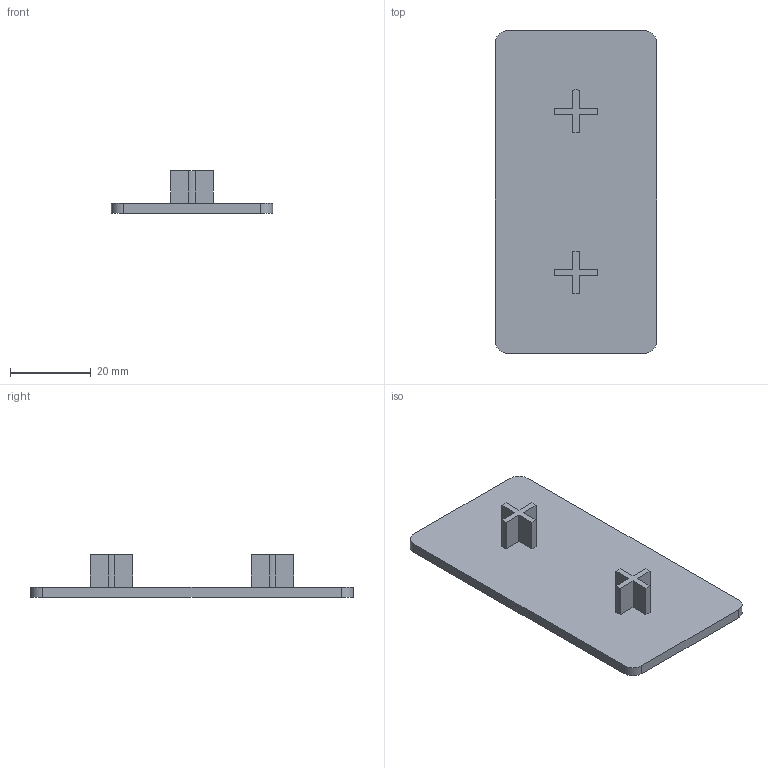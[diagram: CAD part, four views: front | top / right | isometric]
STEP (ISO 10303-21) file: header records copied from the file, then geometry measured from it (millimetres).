
FILE_DESCRIPTION(/* description */ ('TAPPO 40x80 GRIGIO - CAVA 10'),/* implementation_level */ '2;1');
FILE_NAME(/* name */ 'DTPTR0000041.stp',/* time_stamp */ '2018-11-08T10:32:13+01:00',/* author */ ('fzagni'),/* organization */ (''),/* preprocessor_version */ 'ST-DEVELOPER v16.1',/* originating_system */ 'Autodesk Inventor 2016',/* authorisation */ '');
FILE_SCHEMA (('AUTOMOTIVE_DESIGN { 1 0 10303 214 3 1 1 }'));
Length unit declared in the file: millimetre
Products named in the file (1): 18.005.00B.G
Bounding box: 40 x 80 x 10.5 mm (x, y, z)
Volume: 8451.8 mm3; surface area: 7643.6 mm2
Topology: 1 solids, 1 shells, 36 faces, 128 edges, 128 vertices
Faces by surface type: plane 24, cylinder 12
Entity records: 1394 total; most frequent: CARTESIAN_POINT 293, DIRECTION 238, ORIENTED_EDGE 192, EDGE_CURVE 96, LINE 92, VECTOR 92, AXIS2_PLACEMENT_3D 73, VERTEX_POINT 64
